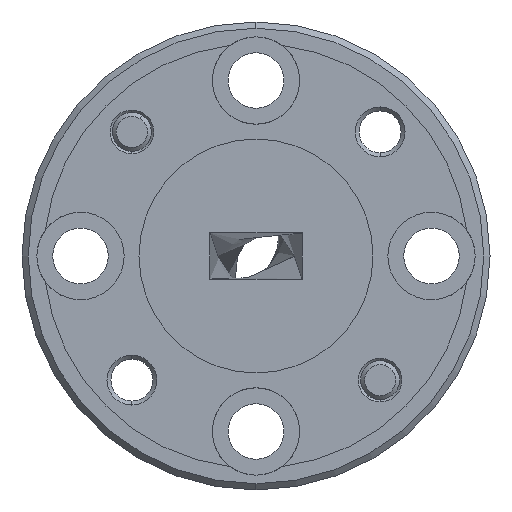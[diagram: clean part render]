
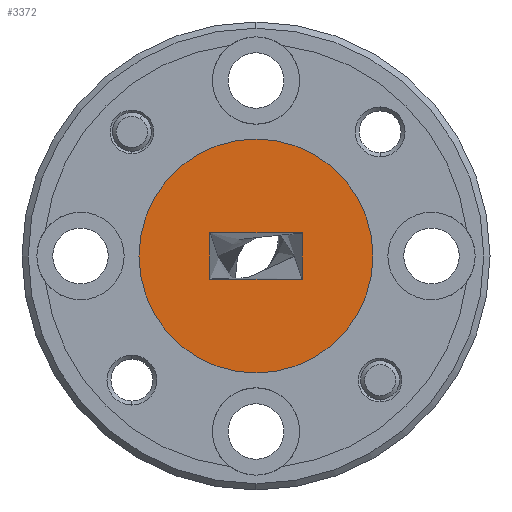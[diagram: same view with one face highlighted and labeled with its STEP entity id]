
A CAD part, left-side view. The second image highlights one B-rep face of the part: STEP entity #3372.
In plain terms, the highlighted planar face has unit normal (-1, 0, 0).
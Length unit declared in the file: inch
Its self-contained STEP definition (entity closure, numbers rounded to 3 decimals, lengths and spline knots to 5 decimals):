
#81 = DIRECTION ( 'NONE',  ( 0., 0., 1. ) ) ;
#130 = LINE ( 'NONE', #916, #2022 ) ;
#212 = ORIENTED_EDGE ( 'NONE', *, *, #1195, .F. ) ;
#347 = CARTESIAN_POINT ( 'NONE',  ( -2.37662, 0.87603, 0.58845 ) ) ;
#610 = EDGE_CURVE ( 'NONE', #1959, #2497, #2326, .T. ) ;
#638 = AXIS2_PLACEMENT_3D ( 'NONE', #347, #2608, #1752 ) ;
#716 = EDGE_CURVE ( 'NONE', #2497, #1959, #2554, .T. ) ;
#814 = EDGE_LOOP ( 'NONE', ( #4354, #212, #3354, #3762 ) ) ;
#916 = CARTESIAN_POINT ( 'NONE',  ( -2.37662, 0.61453, 0.55145 ) ) ;
#1098 = CARTESIAN_POINT ( 'NONE',  ( -2.37662, 0.76253, 0.62545 ) ) ;
#1195 = EDGE_CURVE ( 'NONE', #3131, #4685, #130, .T. ) ;
#1505 = LINE ( 'NONE', #2628, #2079 ) ;
#1567 = CARTESIAN_POINT ( 'NONE',  ( -2.37662, 0.68853, 0.77595 ) ) ;
#1752 = DIRECTION ( 'NONE',  ( 0., 1., 0. ) ) ;
#1781 = FACE_BOUND ( 'NONE', #814, .T. ) ;
#1877 = DIRECTION ( 'NONE',  ( -1., 0., 0. ) ) ;
#1902 = ORIENTED_EDGE ( 'NONE', *, *, #716, .T. ) ;
#1959 = VERTEX_POINT ( 'NONE', #1567 ) ;
#2022 = VECTOR ( 'NONE', #4220, 39.37008 ) ;
#2028 = CARTESIAN_POINT ( 'NONE',  ( -2.37662, 0.68853, 0.58845 ) ) ;
#2079 = VECTOR ( 'NONE', #4110, 39.37008 ) ;
#2197 = CARTESIAN_POINT ( 'NONE',  ( -2.37662, 0.61453, 0.55145 ) ) ;
#2326 = CIRCLE ( 'NONE', #3489, 0.1875 ) ;
#2497 = VERTEX_POINT ( 'NONE', #3871 ) ;
#2554 = CIRCLE ( 'NONE', #3629, 0.1875 ) ;
#2608 = DIRECTION ( 'NONE',  ( 1., 0., 0. ) ) ;
#2628 = CARTESIAN_POINT ( 'NONE',  ( -2.37662, 0.76253, 0.62545 ) ) ;
#2646 = CARTESIAN_POINT ( 'NONE',  ( -2.37662, 0.61453, 0.62545 ) ) ;
#2753 = EDGE_CURVE ( 'NONE', #4685, #3119, #4152, .T. ) ;
#2991 = CARTESIAN_POINT ( 'NONE',  ( -2.37662, 0.61453, 0.62545 ) ) ;
#3015 = VECTOR ( 'NONE', #81, 39.37008 ) ;
#3112 = LINE ( 'NONE', #2991, #3279 ) ;
#3119 = VERTEX_POINT ( 'NONE', #2646 ) ;
#3131 = VERTEX_POINT ( 'NONE', #3782 ) ;
#3279 = VECTOR ( 'NONE', #4467, 39.37008 ) ;
#3334 = CARTESIAN_POINT ( 'NONE',  ( -2.37662, 0.68853, 0.58845 ) ) ;
#3354 = ORIENTED_EDGE ( 'NONE', *, *, #3978, .F. ) ;
#3372 = ADVANCED_FACE ( 'NONE', ( #1781, #4742 ), #4040, .F. ) ;
#3452 = CARTESIAN_POINT ( 'NONE',  ( -2.37662, 0.61453, 0.62545 ) ) ;
#3482 = DIRECTION ( 'NONE',  ( 0., 0., 1. ) ) ;
#3489 = AXIS2_PLACEMENT_3D ( 'NONE', #3334, #1877, #4036 ) ;
#3629 = AXIS2_PLACEMENT_3D ( 'NONE', #2028, #4624, #3482 ) ;
#3762 = ORIENTED_EDGE ( 'NONE', *, *, #4410, .F. ) ;
#3782 = CARTESIAN_POINT ( 'NONE',  ( -2.37662, 0.76253, 0.55145 ) ) ;
#3871 = CARTESIAN_POINT ( 'NONE',  ( -2.37662, 0.68853, 0.40095 ) ) ;
#3978 = EDGE_CURVE ( 'NONE', #3992, #3131, #1505, .T. ) ;
#3988 = EDGE_LOOP ( 'NONE', ( #4181, #1902 ) ) ;
#3992 = VERTEX_POINT ( 'NONE', #1098 ) ;
#4036 = DIRECTION ( 'NONE',  ( 0., 0., 1. ) ) ;
#4040 = PLANE ( 'NONE',  #638 ) ;
#4110 = DIRECTION ( 'NONE',  ( 0., 0., -1. ) ) ;
#4152 = LINE ( 'NONE', #3452, #3015 ) ;
#4181 = ORIENTED_EDGE ( 'NONE', *, *, #610, .T. ) ;
#4220 = DIRECTION ( 'NONE',  ( 0., -1., 0. ) ) ;
#4354 = ORIENTED_EDGE ( 'NONE', *, *, #2753, .F. ) ;
#4410 = EDGE_CURVE ( 'NONE', #3119, #3992, #3112, .T. ) ;
#4467 = DIRECTION ( 'NONE',  ( 0., 1., 0. ) ) ;
#4624 = DIRECTION ( 'NONE',  ( -1., 0., 0. ) ) ;
#4685 = VERTEX_POINT ( 'NONE', #2197 ) ;
#4742 = FACE_OUTER_BOUND ( 'NONE', #3988, .T. ) ;
